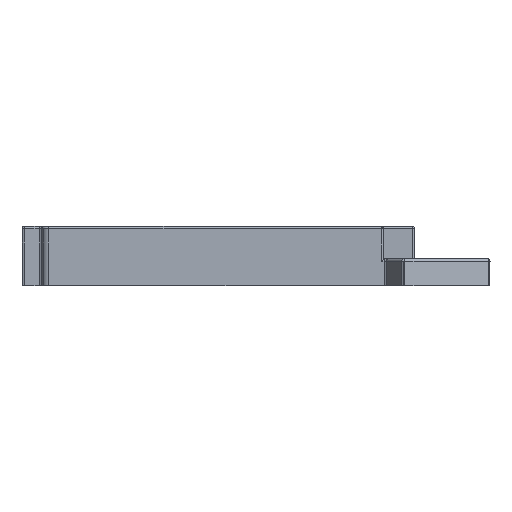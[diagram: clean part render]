
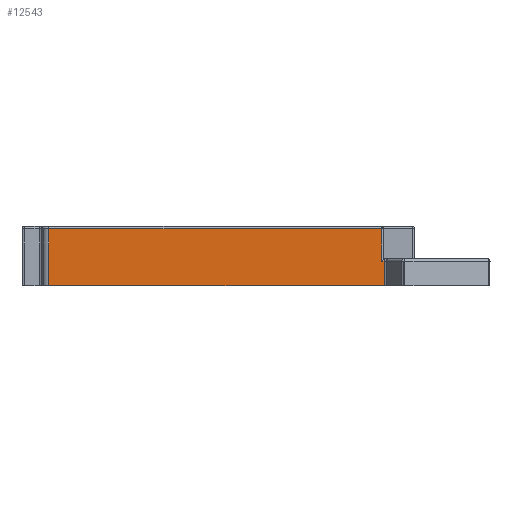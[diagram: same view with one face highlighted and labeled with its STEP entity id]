
A CAD part, left-side view. The second image highlights one B-rep face of the part: STEP entity #12543.
In plain terms, the highlighted planar face has unit normal (-1, 0, 0).
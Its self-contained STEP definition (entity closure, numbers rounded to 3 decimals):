
#1 = LINE ( 'NONE', #11605, #18700 ) ;
#190 = CARTESIAN_POINT ( 'NONE',  ( 162.585, -47.655, 10. ) ) ;
#982 = FACE_OUTER_BOUND ( 'NONE', #8060, .T. ) ;
#1331 = EDGE_CURVE ( 'NONE', #11523, #18548, #1, .T. ) ;
#1770 = EDGE_CURVE ( 'NONE', #15751, #7573, #14517, .T. ) ;
#2094 = VECTOR ( 'NONE', #2262, 1000. ) ;
#2262 = DIRECTION ( 'NONE',  ( 0., 0., 1. ) ) ;
#2498 = ORIENTED_EDGE ( 'NONE', *, *, #1331, .T. ) ;
#2716 = VECTOR ( 'NONE', #2950, 1000. ) ;
#2950 = DIRECTION ( 'NONE',  ( 0., 1., 0. ) ) ;
#3315 = DIRECTION ( 'NONE',  ( 0., 1., 0. ) ) ;
#3796 = DIRECTION ( 'NONE',  ( 0., 1., 0. ) ) ;
#4228 = ORIENTED_EDGE ( 'NONE', *, *, #16987, .T. ) ;
#4480 = CARTESIAN_POINT ( 'NONE',  ( 162.585, -120.137, 3.65 ) ) ;
#5461 = LINE ( 'NONE', #16517, #2094 ) ;
#6156 = CARTESIAN_POINT ( 'NONE',  ( 162.585, -49.155, 0. ) ) ;
#7062 = CARTESIAN_POINT ( 'NONE',  ( 162.585, -49.155, 10. ) ) ;
#7573 = VERTEX_POINT ( 'NONE', #7062 ) ;
#7818 = EDGE_CURVE ( 'NONE', #18220, #15751, #13573, .T. ) ;
#8060 = EDGE_LOOP ( 'NONE', ( #10847, #12727, #10138, #16155, #4228, #2498 ) ) ;
#8757 = CARTESIAN_POINT ( 'NONE',  ( 162.585, -119.559, 3.15 ) ) ;
#8806 = VERTEX_POINT ( 'NONE', #15721 ) ;
#9262 = EDGE_CURVE ( 'NONE', #8806, #7573, #13301, .T. ) ;
#9539 = PLANE ( 'NONE',  #9950 ) ;
#9950 = AXIS2_PLACEMENT_3D ( 'NONE', #15514, #14070, #10963 ) ;
#10125 = CARTESIAN_POINT ( 'NONE',  ( 162.585, -120.137, 3.15 ) ) ;
#10138 = ORIENTED_EDGE ( 'NONE', *, *, #1770, .F. ) ;
#10197 = CARTESIAN_POINT ( 'NONE',  ( 162.585, -120.137, -2. ) ) ;
#10470 = LINE ( 'NONE', #4480, #18265 ) ;
#10847 = ORIENTED_EDGE ( 'NONE', *, *, #14416, .T. ) ;
#10963 = DIRECTION ( 'NONE',  ( 0., 0., 1. ) ) ;
#11523 = VERTEX_POINT ( 'NONE', #10125 ) ;
#11605 = CARTESIAN_POINT ( 'NONE',  ( 162.585, -47.655, 3.15 ) ) ;
#11674 = DIRECTION ( 'NONE',  ( 0., 0., 1. ) ) ;
#12543 = ADVANCED_FACE ( 'NONE', ( #982 ), #9539, .T. ) ;
#12727 = ORIENTED_EDGE ( 'NONE', *, *, #9262, .T. ) ;
#13301 = LINE ( 'NONE', #190, #2716 ) ;
#13573 = LINE ( 'NONE', #18345, #14807 ) ;
#14070 = DIRECTION ( 'NONE',  ( -1., 0., 0. ) ) ;
#14416 = EDGE_CURVE ( 'NONE', #18548, #8806, #5461, .T. ) ;
#14517 = LINE ( 'NONE', #6156, #17496 ) ;
#14807 = VECTOR ( 'NONE', #3796, 1000. ) ;
#14833 = DIRECTION ( 'NONE',  ( 0., 0., 1. ) ) ;
#15514 = CARTESIAN_POINT ( 'NONE',  ( 162.585, -47.655, 0. ) ) ;
#15721 = CARTESIAN_POINT ( 'NONE',  ( 162.585, -119.559, 10. ) ) ;
#15751 = VERTEX_POINT ( 'NONE', #17133 ) ;
#16155 = ORIENTED_EDGE ( 'NONE', *, *, #7818, .F. ) ;
#16517 = CARTESIAN_POINT ( 'NONE',  ( 162.585, -119.559, 10.5 ) ) ;
#16987 = EDGE_CURVE ( 'NONE', #18220, #11523, #10470, .T. ) ;
#17133 = CARTESIAN_POINT ( 'NONE',  ( 162.585, -49.155, -2. ) ) ;
#17496 = VECTOR ( 'NONE', #11674, 1000. ) ;
#18220 = VERTEX_POINT ( 'NONE', #10197 ) ;
#18265 = VECTOR ( 'NONE', #14833, 1000. ) ;
#18345 = CARTESIAN_POINT ( 'NONE',  ( 162.585, -47.655, -2. ) ) ;
#18548 = VERTEX_POINT ( 'NONE', #8757 ) ;
#18700 = VECTOR ( 'NONE', #3315, 1000. ) ;
